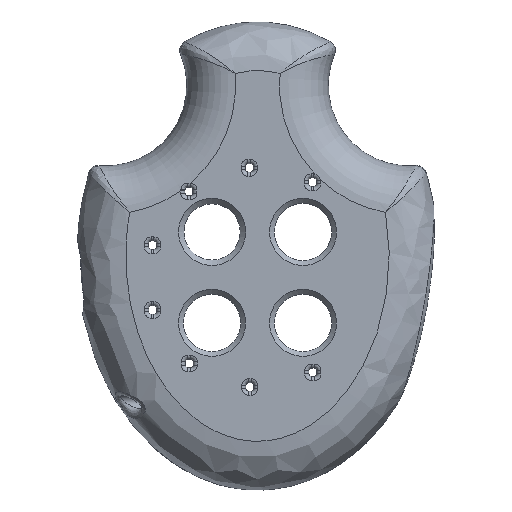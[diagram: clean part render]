
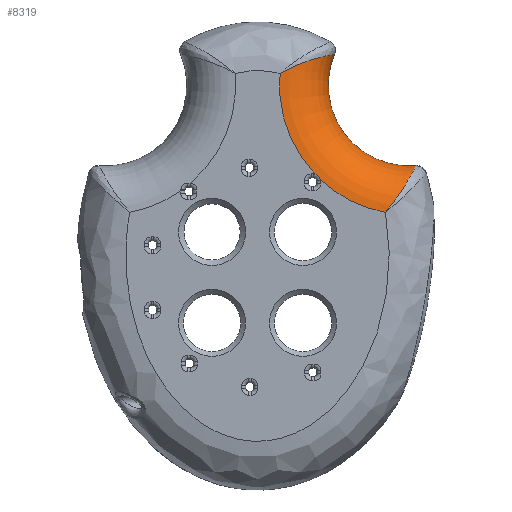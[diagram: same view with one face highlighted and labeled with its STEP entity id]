
A CAD part, top view. The second image highlights one B-rep face of the part: STEP entity #8319.
In plain terms, the highlighted toroidal (fillet/blend) face has major radius 24.115 mm and minor radius 9.1 mm.
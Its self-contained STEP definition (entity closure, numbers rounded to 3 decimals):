
#214=TOROIDAL_SURFACE('',#8936,24.115,9.1);
#1624=FACE_OUTER_BOUND('',#2134,.T.);
#2134=EDGE_LOOP('',(#6301,#6302,#6303,#6304,#6305,#6306));
#2637=CIRCLE('',#8937,24.115);
#2638=CIRCLE('',#8938,24.115);
#2639=CIRCLE('',#8939,15.015);
#3107=B_SPLINE_CURVE_WITH_KNOTS('',3,(#15742,#15743,#15744,#15745,#15746,
#15747,#15748,#15749,#15750,#15751),.UNSPECIFIED.,.F.,.F.,(4,2,1,1,1,1,
4),(-0.002,0.,0.29,0.581,0.871,
1.162,1.452),.UNSPECIFIED.);
#3108=B_SPLINE_CURVE_WITH_KNOTS('',3,(#15755,#15756,#15757,#15758,#15759,
#15760,#15761,#15762,#15763,#15764,#15765,#15766,#15767,#15768),
 .UNSPECIFIED.,.F.,.F.,(4,2,2,2,2,2,4),(-0.002,0.,0.038,
0.076,0.113,0.151,0.153),
 .UNSPECIFIED.);
#3109=B_SPLINE_CURVE_WITH_KNOTS('',3,(#15772,#15773,#15774,#15775,#15776,
#15777,#15778,#15779,#15780,#15781),.UNSPECIFIED.,.F.,.F.,(4,1,1,1,1,2,
4),(0.,0.281,0.563,0.844,1.125,
1.407,1.408),.UNSPECIFIED.);
#3707=VERTEX_POINT('',#15740);
#3708=VERTEX_POINT('',#15741);
#3709=VERTEX_POINT('',#15752);
#3710=VERTEX_POINT('',#15754);
#3711=VERTEX_POINT('',#15769);
#3712=VERTEX_POINT('',#15771);
#4669=EDGE_CURVE('',#3707,#3708,#3107,.T.);
#4670=EDGE_CURVE('',#3707,#3709,#2637,.T.);
#4671=EDGE_CURVE('',#3710,#3709,#3108,.T.);
#4672=EDGE_CURVE('',#3710,#3711,#2638,.T.);
#4673=EDGE_CURVE('',#3712,#3711,#3109,.T.);
#4674=EDGE_CURVE('',#3712,#3708,#2639,.T.);
#6301=ORIENTED_EDGE('',*,*,#4669,.F.);
#6302=ORIENTED_EDGE('',*,*,#4670,.T.);
#6303=ORIENTED_EDGE('',*,*,#4671,.F.);
#6304=ORIENTED_EDGE('',*,*,#4672,.T.);
#6305=ORIENTED_EDGE('',*,*,#4673,.F.);
#6306=ORIENTED_EDGE('',*,*,#4674,.T.);
#8319=ADVANCED_FACE('',(#1624),#214,.T.);
#8936=AXIS2_PLACEMENT_3D('',#15739,#10113,#10114);
#8937=AXIS2_PLACEMENT_3D('',#15753,#10115,#10116);
#8938=AXIS2_PLACEMENT_3D('',#15770,#10117,#10118);
#8939=AXIS2_PLACEMENT_3D('',#15782,#10119,#10120);
#10113=DIRECTION('center_axis',(0.,0.,-1.));
#10114=DIRECTION('ref_axis',(-1.,0.,0.));
#10115=DIRECTION('center_axis',(0.,0.,1.));
#10116=DIRECTION('ref_axis',(-0.81,-0.587,0.));
#10117=DIRECTION('center_axis',(0.,0.,1.));
#10118=DIRECTION('ref_axis',(-0.81,-0.587,0.));
#10119=DIRECTION('center_axis',(0.,0.,-1.));
#10120=DIRECTION('ref_axis',(-0.81,-0.587,0.));
#15739=CARTESIAN_POINT('Origin',(28.21,31.85,20.02));
#15740=CARTESIAN_POINT('',(4.196,34.055,29.12));
#15741=CARTESIAN_POINT('',(14.371,37.674,20.02));
#15742=CARTESIAN_POINT('Ctrl Pts',(4.196,34.055,29.12));
#15743=CARTESIAN_POINT('Ctrl Pts',(4.201,34.057,29.12));
#15744=CARTESIAN_POINT('Ctrl Pts',(4.205,34.06,29.12));
#15745=CARTESIAN_POINT('Ctrl Pts',(5.096,34.556,29.119));
#15746=CARTESIAN_POINT('Ctrl Pts',(6.917,35.461,28.884));
#15747=CARTESIAN_POINT('Ctrl Pts',(9.603,36.504,27.812));
#15748=CARTESIAN_POINT('Ctrl Pts',(12.035,37.214,25.967));
#15749=CARTESIAN_POINT('Ctrl Pts',(13.876,37.598,23.334));
#15750=CARTESIAN_POINT('Ctrl Pts',(14.371,37.674,21.121));
#15751=CARTESIAN_POINT('Ctrl Pts',(14.371,37.674,20.02));
#15752=CARTESIAN_POINT('',(10.68,15.291,29.12));
#15753=CARTESIAN_POINT('Origin',(28.21,31.85,29.12));
#15754=CARTESIAN_POINT('',(11.736,14.239,29.12));
#15755=CARTESIAN_POINT('Ctrl Pts',(11.736,14.239,29.12));
#15756=CARTESIAN_POINT('Ctrl Pts',(11.734,14.246,29.12));
#15757=CARTESIAN_POINT('Ctrl Pts',(11.732,14.252,29.12));
#15758=CARTESIAN_POINT('Ctrl Pts',(11.692,14.38,29.12));
#15759=CARTESIAN_POINT('Ctrl Pts',(11.639,14.497,29.119));
#15760=CARTESIAN_POINT('Ctrl Pts',(11.507,14.712,29.118));
#15761=CARTESIAN_POINT('Ctrl Pts',(11.43,14.811,29.118));
#15762=CARTESIAN_POINT('Ctrl Pts',(11.252,14.987,29.118));
#15763=CARTESIAN_POINT('Ctrl Pts',(11.154,15.064,29.118));
#15764=CARTESIAN_POINT('Ctrl Pts',(10.937,15.195,29.119));
#15765=CARTESIAN_POINT('Ctrl Pts',(10.821,15.247,29.12));
#15766=CARTESIAN_POINT('Ctrl Pts',(10.693,15.287,29.12));
#15767=CARTESIAN_POINT('Ctrl Pts',(10.686,15.289,29.12));
#15768=CARTESIAN_POINT('Ctrl Pts',(10.68,15.291,29.12));
#15769=CARTESIAN_POINT('',(23.866,8.13,29.12));
#15770=CARTESIAN_POINT('Origin',(28.21,31.85,29.12));
#15771=CARTESIAN_POINT('',(29.543,16.894,20.02));
#15772=CARTESIAN_POINT('Ctrl Pts',(29.543,16.894,20.02));
#15773=CARTESIAN_POINT('Ctrl Pts',(29.543,16.894,21.087));
#15774=CARTESIAN_POINT('Ctrl Pts',(29.352,16.479,23.234));
#15775=CARTESIAN_POINT('Ctrl Pts',(28.552,14.91,25.851));
#15776=CARTESIAN_POINT('Ctrl Pts',(27.318,12.817,27.735));
#15777=CARTESIAN_POINT('Ctrl Pts',(25.741,10.499,28.861));
#15778=CARTESIAN_POINT('Ctrl Pts',(24.513,8.916,29.119));
#15779=CARTESIAN_POINT('Ctrl Pts',(23.873,8.138,29.12));
#15780=CARTESIAN_POINT('Ctrl Pts',(23.869,8.134,29.12));
#15781=CARTESIAN_POINT('Ctrl Pts',(23.866,8.13,29.12));
#15782=CARTESIAN_POINT('Origin',(28.21,31.85,20.02));
